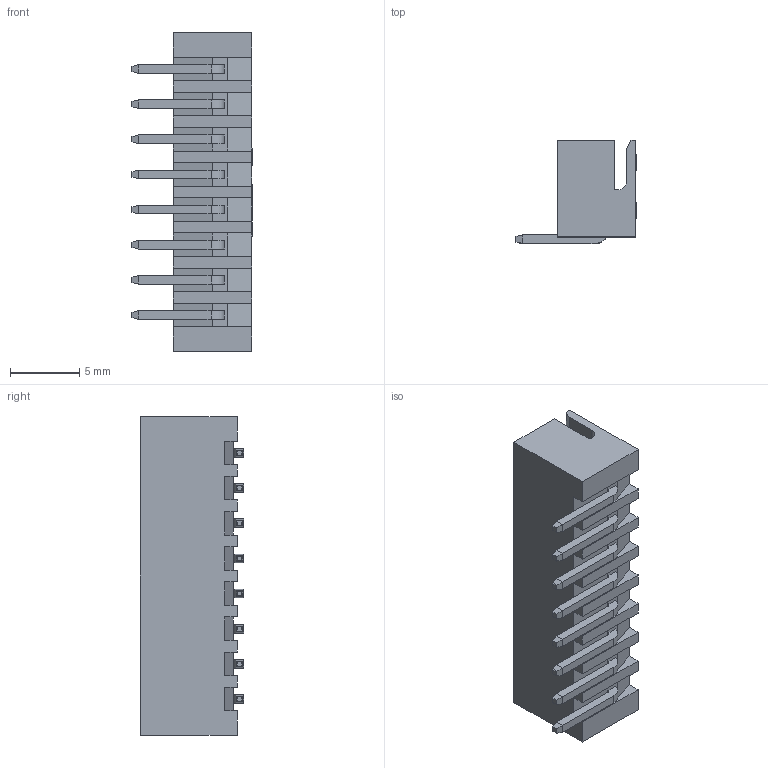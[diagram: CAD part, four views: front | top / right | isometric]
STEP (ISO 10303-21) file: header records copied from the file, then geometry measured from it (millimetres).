
FILE_DESCRIPTION(/* description */ (''),/* implementation_level */ '2;1');
FILE_NAME(/* name */ 'YELLOW JST XH 8 PIN CONNECTOR - P 2.54mm - ANGLED.stp',/* time_stamp */ '2023-07-12T16:49:16+02:00',/* author */ ('JOSE LUIS'),/* organization */ (''),/* preprocessor_version */ 'ST-DEVELOPER v18',/* originating_system */ 'Autodesk Inventor 2020',/* authorisation */ '');
FILE_SCHEMA (('AUTOMOTIVE_DESIGN { 1 0 10303 214 3 1 1 }'));
Length unit declared in the file: millimetre
Products named in the file (1): YELLOW JST XH 8 PIN CONNECTOR - P 2.54mm - ANGLED
Bounding box: 8.73 x 7.46 x 23.04 mm (x, y, z)
Volume: 373.6 mm3; surface area: 1174 mm2
Topology: 1 solids, 1 shells, 438 faces, 1070 edges, 657 vertices
Faces by surface type: plane 266, cylinder 110, bspline 62
Entity records: 14788 total; most frequent: CARTESIAN_POINT 4353, ORIENTED_EDGE 2140, DIRECTION 1865, EDGE_CURVE 1070, LINE 803, VECTOR 803, VERTEX_POINT 657, AXIS2_PLACEMENT_3D 531
